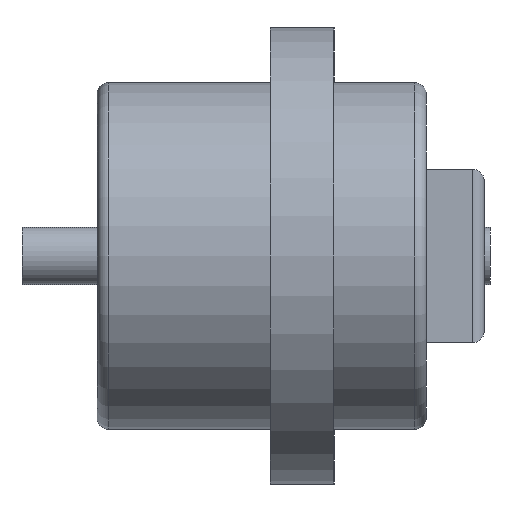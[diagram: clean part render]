
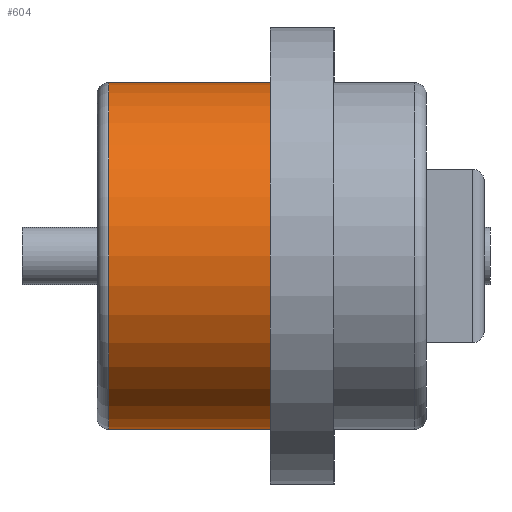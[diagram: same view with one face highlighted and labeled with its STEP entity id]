
A CAD part, left-side view. The second image highlights one B-rep face of the part: STEP entity #604.
In plain terms, the highlighted cylindrical face has radius 3 mm (diameter 6 mm), a partial arc.
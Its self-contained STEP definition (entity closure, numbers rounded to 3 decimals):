
#61=FACE_OUTER_BOUND('',#106,.T.);
#106=EDGE_LOOP('',(#430,#431,#432,#433));
#154=LINE('',#983,#202);
#155=LINE('',#986,#203);
#202=VECTOR('',#776,10.);
#203=VECTOR('',#779,10.);
#250=CIRCLE('',#669,3.);
#254=CIRCLE('',#676,3.);
#280=VERTEX_POINT('',#961);
#282=VERTEX_POINT('',#967);
#286=VERTEX_POINT('',#982);
#287=VERTEX_POINT('',#984);
#336=EDGE_CURVE('',#280,#282,#250,.T.);
#342=EDGE_CURVE('',#286,#280,#154,.T.);
#343=EDGE_CURVE('',#287,#286,#254,.T.);
#344=EDGE_CURVE('',#287,#282,#155,.T.);
#430=ORIENTED_EDGE('',*,*,#336,.F.);
#431=ORIENTED_EDGE('',*,*,#342,.F.);
#432=ORIENTED_EDGE('',*,*,#343,.F.);
#433=ORIENTED_EDGE('',*,*,#344,.T.);
#584=CYLINDRICAL_SURFACE('',#675,3.);
#604=ADVANCED_FACE('',(#61),#584,.T.);
#669=AXIS2_PLACEMENT_3D('',#971,#760,#761);
#675=AXIS2_PLACEMENT_3D('',#981,#774,#775);
#676=AXIS2_PLACEMENT_3D('',#985,#777,#778);
#760=DIRECTION('center_axis',(0.,1.,0.));
#761=DIRECTION('ref_axis',(-1.,0.,0.));
#774=DIRECTION('center_axis',(0.,1.,0.));
#775=DIRECTION('ref_axis',(0.,0.,-1.));
#776=DIRECTION('',(0.,1.,0.));
#777=DIRECTION('center_axis',(0.,-1.,0.));
#778=DIRECTION('ref_axis',(0.,0.,-1.));
#779=DIRECTION('',(0.,1.,0.));
#961=CARTESIAN_POINT('',(-8.45,3.9,-3.));
#967=CARTESIAN_POINT('',(-8.45,3.9,3.));
#971=CARTESIAN_POINT('Origin',(-8.45,3.9,0.));
#981=CARTESIAN_POINT('Origin',(-8.45,1.1,0.));
#982=CARTESIAN_POINT('',(-8.45,1.1,-3.));
#983=CARTESIAN_POINT('',(-8.45,1.1,-3.));
#984=CARTESIAN_POINT('',(-8.45,1.1,3.));
#985=CARTESIAN_POINT('Origin',(-8.45,1.1,0.));
#986=CARTESIAN_POINT('',(-8.45,1.1,3.));
